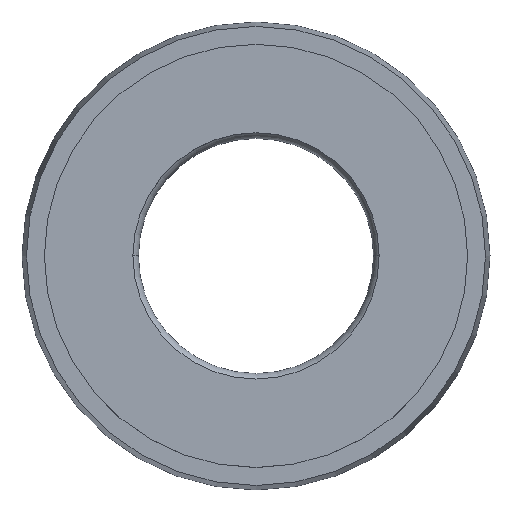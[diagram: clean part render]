
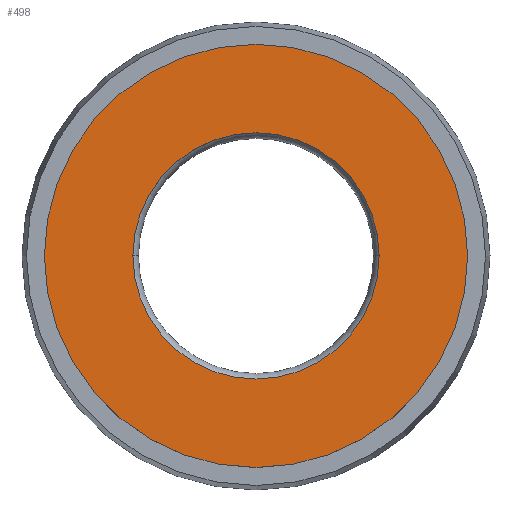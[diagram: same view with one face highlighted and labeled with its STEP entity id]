
A CAD part, top view. The second image highlights one B-rep face of the part: STEP entity #498.
In plain terms, the highlighted planar face has unit normal (0, 0, 1).
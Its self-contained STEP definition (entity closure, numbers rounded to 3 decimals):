
#18 = DIRECTION ( 'NONE',  ( 1., 0., 0. ) ) ;
#19 = CARTESIAN_POINT ( 'NONE',  ( -5.5, 0., 0. ) ) ;
#84 = FACE_OUTER_BOUND ( 'NONE', #645, .T. ) ;
#89 = AXIS2_PLACEMENT_3D ( 'NONE', #584, #286, #188 ) ;
#141 = DIRECTION ( 'NONE',  ( 1., 0., 0. ) ) ;
#149 = CIRCLE ( 'NONE', #329, 5.5 ) ;
#156 = VERTEX_POINT ( 'NONE', #620 ) ;
#170 = DIRECTION ( 'NONE',  ( 1., 0., 0. ) ) ;
#188 = DIRECTION ( 'NONE',  ( -1., 0., 0. ) ) ;
#201 = CIRCLE ( 'NONE', #293, 5.5 ) ;
#208 = CIRCLE ( 'NONE', #246, 9.45 ) ;
#231 = VERTEX_POINT ( 'NONE', #558 ) ;
#242 = PLANE ( 'NONE',  #89 ) ;
#246 = AXIS2_PLACEMENT_3D ( 'NONE', #289, #434, #141 ) ;
#265 = CIRCLE ( 'NONE', #523, 9.45 ) ;
#270 = EDGE_CURVE ( 'NONE', #346, #402, #201, .T. ) ;
#286 = DIRECTION ( 'NONE',  ( 0., 0., -1. ) ) ;
#289 = CARTESIAN_POINT ( 'NONE',  ( 0., 0., 0. ) ) ;
#291 = ORIENTED_EDGE ( 'NONE', *, *, #270, .F. ) ;
#292 = CARTESIAN_POINT ( 'NONE',  ( 0., 0., 0. ) ) ;
#293 = AXIS2_PLACEMENT_3D ( 'NONE', #419, #415, #170 ) ;
#304 = ORIENTED_EDGE ( 'NONE', *, *, #511, .T. ) ;
#329 = AXIS2_PLACEMENT_3D ( 'NONE', #292, #341, #391 ) ;
#341 = DIRECTION ( 'NONE',  ( 0., 0., 1. ) ) ;
#346 = VERTEX_POINT ( 'NONE', #19 ) ;
#375 = CARTESIAN_POINT ( 'NONE',  ( 5.5, 0., 0. ) ) ;
#391 = DIRECTION ( 'NONE',  ( 1., 0., 0. ) ) ;
#402 = VERTEX_POINT ( 'NONE', #375 ) ;
#414 = CARTESIAN_POINT ( 'NONE',  ( 0., 0., 0. ) ) ;
#415 = DIRECTION ( 'NONE',  ( 0., 0., 1. ) ) ;
#419 = CARTESIAN_POINT ( 'NONE',  ( 0., 0., 0. ) ) ;
#429 = ORIENTED_EDGE ( 'NONE', *, *, #566, .T. ) ;
#434 = DIRECTION ( 'NONE',  ( 0., 0., 1. ) ) ;
#459 = DIRECTION ( 'NONE',  ( 0., 0., 1. ) ) ;
#498 = ADVANCED_FACE ( 'NONE', ( #572, #84 ), #242, .F. ) ;
#511 = EDGE_CURVE ( 'NONE', #231, #156, #208, .T. ) ;
#523 = AXIS2_PLACEMENT_3D ( 'NONE', #414, #459, #18 ) ;
#543 = EDGE_CURVE ( 'NONE', #402, #346, #149, .T. ) ;
#558 = CARTESIAN_POINT ( 'NONE',  ( -9.45, 0., 0. ) ) ;
#566 = EDGE_CURVE ( 'NONE', #156, #231, #265, .T. ) ;
#572 = FACE_BOUND ( 'NONE', #600, .T. ) ;
#584 = CARTESIAN_POINT ( 'NONE',  ( 0., 0., 0. ) ) ;
#600 = EDGE_LOOP ( 'NONE', ( #625, #291 ) ) ;
#620 = CARTESIAN_POINT ( 'NONE',  ( 9.45, 0., 0. ) ) ;
#625 = ORIENTED_EDGE ( 'NONE', *, *, #543, .F. ) ;
#645 = EDGE_LOOP ( 'NONE', ( #429, #304 ) ) ;
